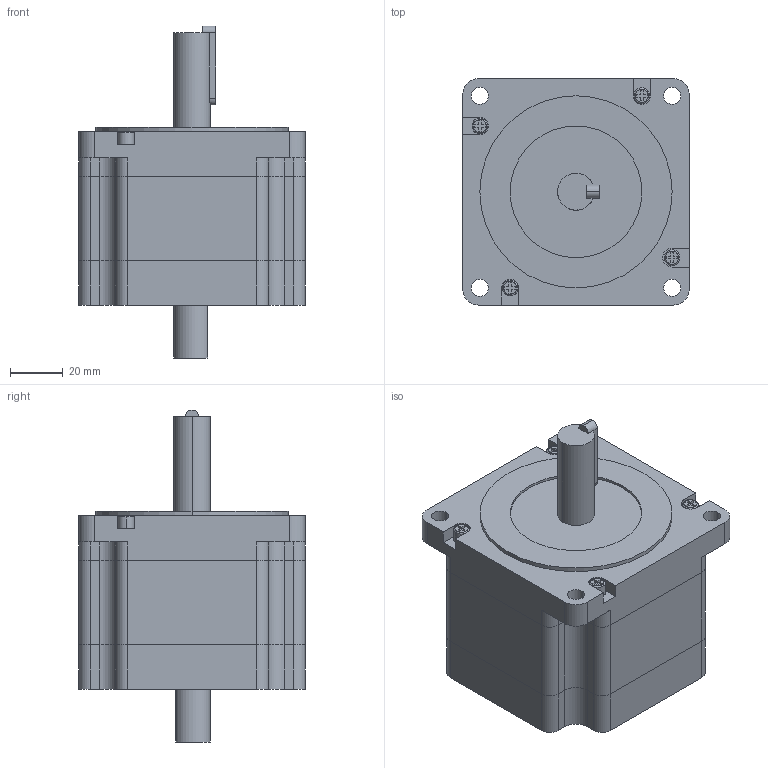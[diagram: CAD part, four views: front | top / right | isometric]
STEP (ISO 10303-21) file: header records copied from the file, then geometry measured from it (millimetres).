
FILE_DESCRIPTION (( 'STEP AP214' ), '1' );
FILE_NAME ('86HS6640B4J.STEP', '2023-05-30T01:20:49', ( 'Windows 蚚誧' ), ( 'Organization' ), 'SwSTEP 2.0', 'SolidWorks 2021', '' );
FILE_SCHEMA (( 'AUTOMOTIVE_DESIGN' ));
Length unit declared in the file: millimetre
Products named in the file (1): 86HS6640B4J
Bounding box: 86 x 86 x 126.1 mm (x, y, z)
Volume: 454219.7 mm3; surface area: 67585.7 mm2
Topology: 3 solids, 3 shells, 216 faces, 572 edges, 378 vertices
Faces by surface type: plane 128, cylinder 80, bspline 8
Entity records: 6887 total; most frequent: CARTESIAN_POINT 1343, DIRECTION 1147, ORIENTED_EDGE 1144, EDGE_CURVE 572, VECTOR 395, LINE 395, VERTEX_POINT 378, AXIS2_PLACEMENT_3D 376
